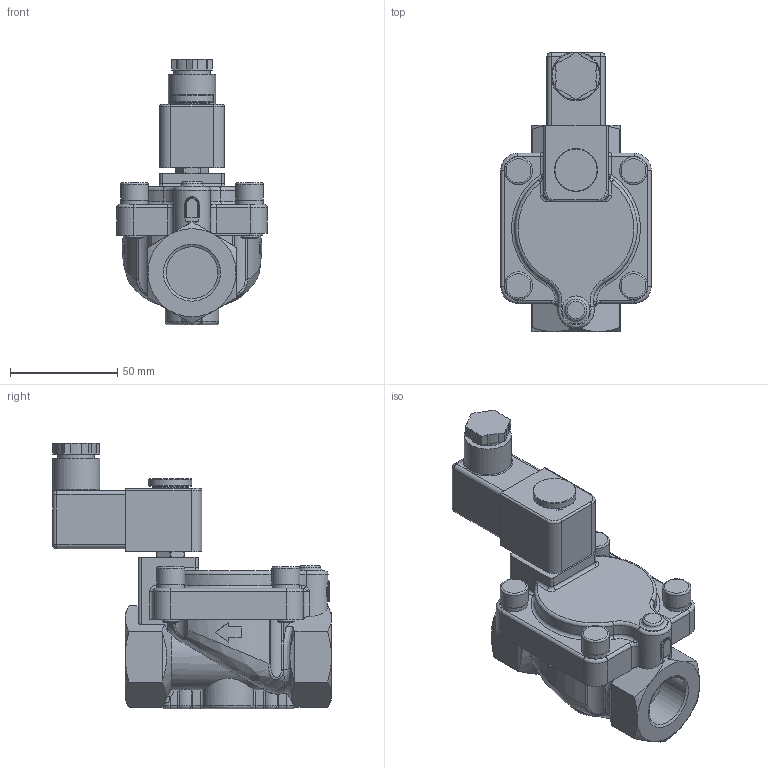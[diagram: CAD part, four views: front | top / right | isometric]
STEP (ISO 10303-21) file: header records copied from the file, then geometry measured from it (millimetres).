
FILE_DESCRIPTION(/* description */ ('2/2 servogest. Membran-Magnetventil stp'),/* implementation_level */ '2;1');
FILE_NAME(/* name */ '040.002344_D4024-1001-.182.stp',/* time_stamp */ '2019-08-26T11:05:20+02:00',/* author */ ('EFast'),/* organization */ (''),/* preprocessor_version */ 'ST-DEVELOPER v16.1',/* originating_system */ 'Autodesk Inventor 2016',/* authorisation */ '');
FILE_SCHEMA (('AUTOMOTIVE_DESIGN { 1 0 10303 214 3 1 1 }'));
Length unit declared in the file: millimetre
Products named in the file (1): 88-001261
Bounding box: 70 x 129.8 x 123.5 mm (x, y, z)
Volume: 98.8 mm3; surface area: 45072.5 mm2
Topology: 1 solids, 4 shells, 469 faces, 1170 edges, 722 vertices
Faces by surface type: plane 165, cylinder 158, torus 55, cone 48, bspline 37, sphere 6
Full cylindrical faces by diameter (mm): 4.917 x2, 7.8 x1, 8 x8, 13 x4, 17 x1, 20 x1, 22 x1, 24.117 x2
Entity records: 15597 total; most frequent: CARTESIAN_POINT 4930, DIRECTION 2223, ORIENTED_EDGE 2210, EDGE_CURVE 1103, AXIS2_PLACEMENT_3D 894, VERTEX_POINT 710, EDGE_LOOP 551, FACE_OUTER_BOUND 469
